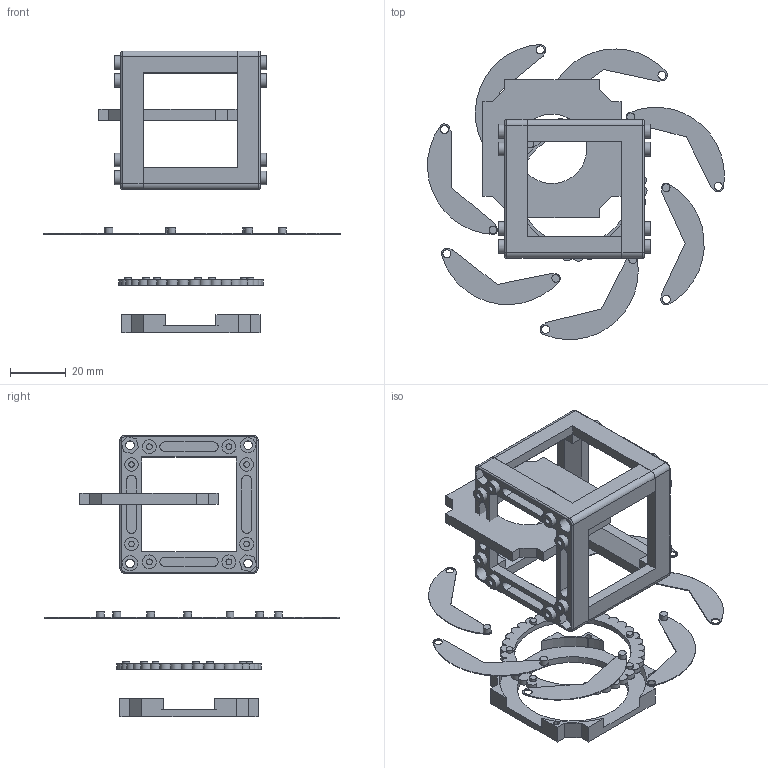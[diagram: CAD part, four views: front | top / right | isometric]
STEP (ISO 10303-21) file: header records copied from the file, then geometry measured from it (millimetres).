
FILE_DESCRIPTION(/* description */ (''),/* implementation_level */ '2;1');
FILE_NAME(/* name */ 'Assembly_Cube_CircularAperture_v3 - Kopie.iam.step',/* time_stamp */ '2022-11-29T09:02:00+01:00',/* author */ ('marsikovabarbora'),/* organization */ (''),/* preprocessor_version */ 'ST-DEVELOPER v18.1',/* originating_system */ 'Autodesk Inventor 2022',/* authorisation */ '');
FILE_SCHEMA (('AUTOMOTIVE_DESIGN { 1 0 10303 214 3 1 1 }'));
Length unit declared in the file: millimetre
Products named in the file (7): Assembly_Cube_CircularAperture_v3; 20_Cube_Insert_CirAp_Lid_v3; 20_Cube_Insert_CirAp_Wheel; 20_Cube_Insert_CirAp_Guide_v3; Assembly_Cube_empty_IM_v3; 10_Cube_1x1_IM; 20_Cube_Insert_CirAp_Leaf
Assembly tree (13 placements, depth 3):
  Assembly_Cube_CircularAperture_v3
    20_Cube_Insert_CirAp_Lid_v3
    20_Cube_Insert_CirAp_Wheel
    20_Cube_Insert_CirAp_Guide_v3
    Assembly_Cube_empty_IM_v3
      10_Cube_1x1_IM  x2
    20_Cube_Insert_CirAp_Leaf  x7
Bounding box: 106.83 x 106.15 x 101.42 mm (x, y, z)
Volume: 33607 mm3; surface area: 34895.3 mm2
Topology: 12 solids, 12 shells, 700 faces, 1799 edges, 1194 vertices
Faces by surface type: plane 388, cylinder 304, torus 8
Full cylindrical faces by diameter (mm): 2.05 x16, 2.1 x2, 2.5 x7, 2.8 x7, 2.9 x7, 3.1 x8, 4.95 x16, 5.5 x4, 25 x1, 40 x1, 42 x1
Entity records: 14821 total; most frequent: DIRECTION 2611, CARTESIAN_POINT 2531, ORIENTED_EDGE 2462, EDGE_CURVE 1231, AXIS2_PLACEMENT_3D 898, VERTEX_POINT 818, LINE 815, VECTOR 815
